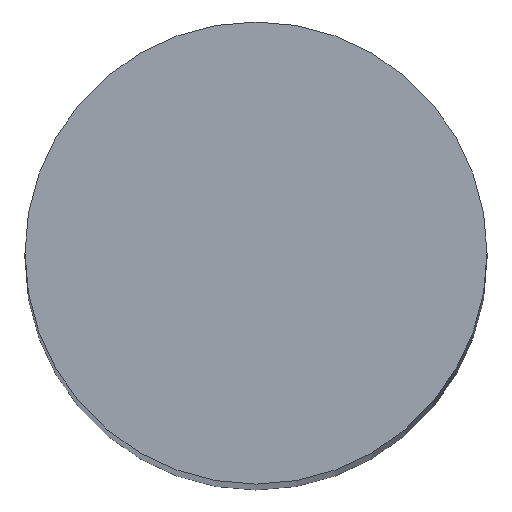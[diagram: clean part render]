
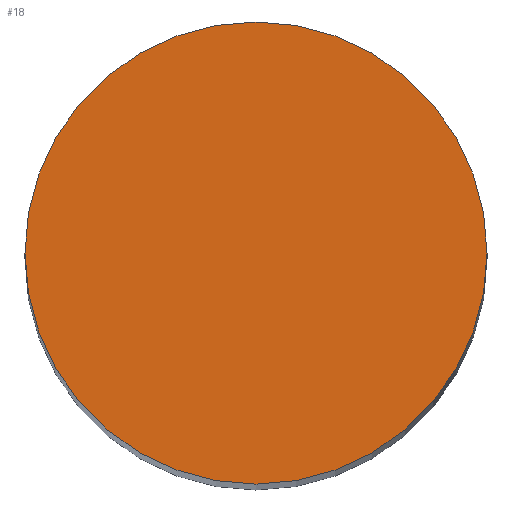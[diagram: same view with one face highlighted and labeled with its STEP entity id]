
A CAD part, top view. The second image highlights one B-rep face of the part: STEP entity #18.
In plain terms, the highlighted planar face has unit normal (0, 0, 1).
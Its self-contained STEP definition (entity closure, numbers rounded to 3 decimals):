
#1 = EDGE_CURVE ( 'NONE', #224, #229, #65, .T. ) ;
#2 = CARTESIAN_POINT ( 'NONE',  ( 0., 0., 102. ) ) ;
#16 = AXIS2_PLACEMENT_3D ( 'NONE', #2, #191, #38 ) ;
#18 = ADVANCED_FACE ( 'NONE', ( #148 ), #223, .T. ) ;
#21 = CARTESIAN_POINT ( 'NONE',  ( 0., 0., 102. ) ) ;
#36 = DIRECTION ( 'NONE',  ( 1., 0., 0. ) ) ;
#38 = DIRECTION ( 'NONE',  ( 1., 0., 0. ) ) ;
#63 = ORIENTED_EDGE ( 'NONE', *, *, #1, .T. ) ;
#65 = CIRCLE ( 'NONE', #16, 5.5 ) ;
#71 = EDGE_CURVE ( 'NONE', #229, #224, #225, .T. ) ;
#97 = AXIS2_PLACEMENT_3D ( 'NONE', #21, #153, #36 ) ;
#108 = CARTESIAN_POINT ( 'NONE',  ( 5.5, 0., 102. ) ) ;
#111 = CARTESIAN_POINT ( 'NONE',  ( 0., 0., 102. ) ) ;
#116 = EDGE_LOOP ( 'NONE', ( #63, #208 ) ) ;
#117 = DIRECTION ( 'NONE',  ( 1., 0., 0. ) ) ;
#118 = CARTESIAN_POINT ( 'NONE',  ( -5.5, 0., 102. ) ) ;
#144 = DIRECTION ( 'NONE',  ( 0., 0., 1. ) ) ;
#148 = FACE_OUTER_BOUND ( 'NONE', #116, .T. ) ;
#153 = DIRECTION ( 'NONE',  ( 0., 0., 1. ) ) ;
#177 = AXIS2_PLACEMENT_3D ( 'NONE', #111, #144, #117 ) ;
#191 = DIRECTION ( 'NONE',  ( 0., 0., 1. ) ) ;
#208 = ORIENTED_EDGE ( 'NONE', *, *, #71, .T. ) ;
#223 = PLANE ( 'NONE',  #177 ) ;
#224 = VERTEX_POINT ( 'NONE', #108 ) ;
#225 = CIRCLE ( 'NONE', #97, 5.5 ) ;
#229 = VERTEX_POINT ( 'NONE', #118 ) ;
